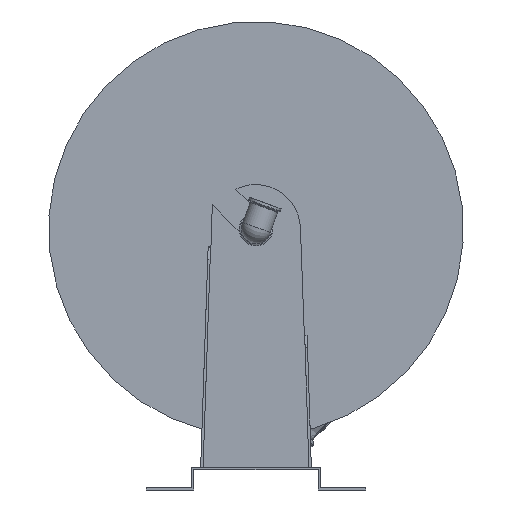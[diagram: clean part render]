
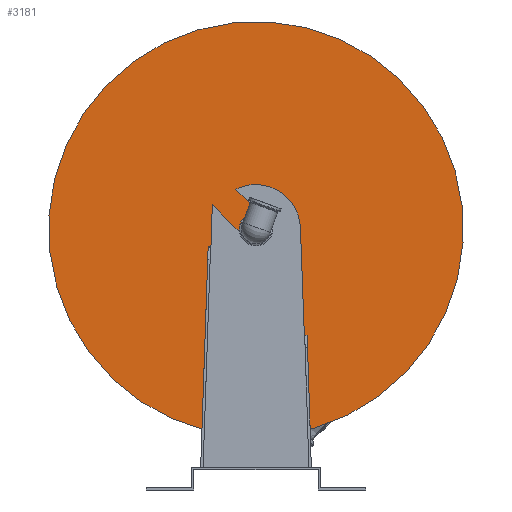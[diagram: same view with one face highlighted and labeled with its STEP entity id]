
A CAD part, front view. The second image highlights one B-rep face of the part: STEP entity #3181.
In plain terms, the highlighted face is planar.
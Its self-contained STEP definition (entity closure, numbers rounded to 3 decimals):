
#645=PLANE('',#3468);
#975=ORIENTED_EDGE('',*,*,#1542,.F.);
#1542=EDGE_CURVE('',#1863,#1863,#2066,.T.);
#1863=VERTEX_POINT('',#8753);
#2066=CIRCLE('',#3469,256.722);
#2238=EDGE_LOOP('',(#975));
#2479=FACE_BOUND('',#2238,.T.);
#3181=ADVANCED_FACE('',(#2479),#645,.F.);
#3468=AXIS2_PLACEMENT_3D('',#8751,#3902,#3903);
#3469=AXIS2_PLACEMENT_3D('',#8752,#3904,#3905);
#3902=DIRECTION('',(0.,0.,1.));
#3903=DIRECTION('',(1.,0.,0.));
#3904=DIRECTION('',(0.,0.,1.));
#3905=DIRECTION('',(1.,0.,0.));
#8751=CARTESIAN_POINT('',(0.,0.,-315.257));
#8752=CARTESIAN_POINT('',(0.,0.,-315.257));
#8753=CARTESIAN_POINT('',(256.722,0.,-315.257));
